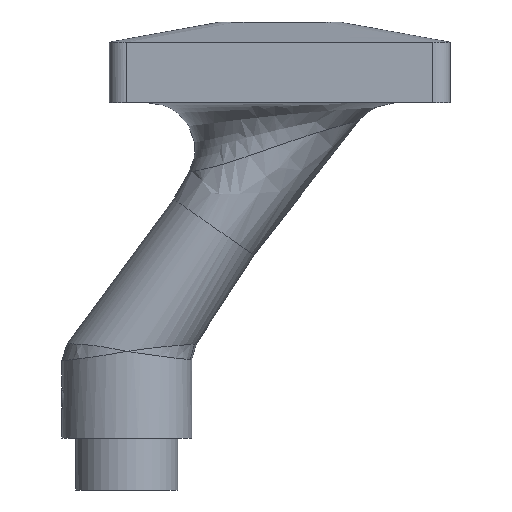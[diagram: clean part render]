
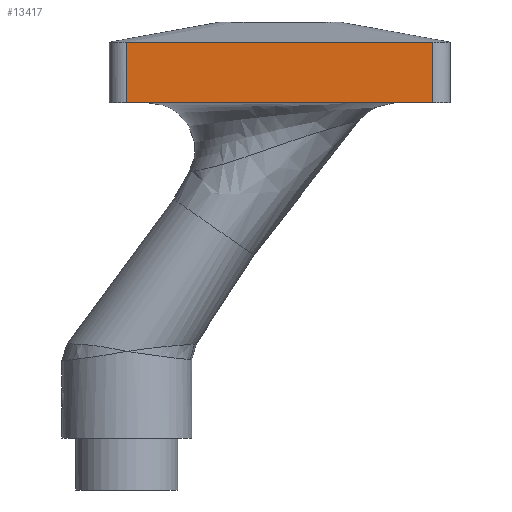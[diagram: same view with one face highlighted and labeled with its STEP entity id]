
A CAD part, front view. The second image highlights one B-rep face of the part: STEP entity #13417.
In plain terms, the highlighted planar face has unit normal (0, -1, 0).
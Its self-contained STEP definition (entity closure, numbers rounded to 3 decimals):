
#259 = CARTESIAN_POINT ( 'NONE',  ( 26.5, -20., 0. ) ) ;
#419 = EDGE_CURVE ( 'NONE', #10309, #8626, #13441, .T. ) ;
#1937 = DIRECTION ( 'NONE',  ( 0., 0., 1. ) ) ;
#3139 = CARTESIAN_POINT ( 'NONE',  ( 26.5, -20., 10.5 ) ) ;
#3526 = DIRECTION ( 'NONE',  ( 0., 0., -1. ) ) ;
#3654 = PLANE ( 'NONE',  #10198 ) ;
#3780 = CARTESIAN_POINT ( 'NONE',  ( -29.5, -20., 10.5 ) ) ;
#3788 = VECTOR ( 'NONE', #14320, 1000. ) ;
#3954 = EDGE_CURVE ( 'NONE', #5162, #14192, #6841, .T. ) ;
#5162 = VERTEX_POINT ( 'NONE', #8454 ) ;
#6713 = FACE_OUTER_BOUND ( 'NONE', #16097, .T. ) ;
#6841 = LINE ( 'NONE', #9909, #7071 ) ;
#7071 = VECTOR ( 'NONE', #12840, 1000. ) ;
#7299 = CARTESIAN_POINT ( 'NONE',  ( -29.5, -20., 0. ) ) ;
#7320 = LINE ( 'NONE', #17504, #16258 ) ;
#7594 = CARTESIAN_POINT ( 'NONE',  ( -26.5, -20., 0. ) ) ;
#8454 = CARTESIAN_POINT ( 'NONE',  ( -26.5, -20., 10.5 ) ) ;
#8626 = VERTEX_POINT ( 'NONE', #259 ) ;
#9296 = DIRECTION ( 'NONE',  ( 0., 1., 0. ) ) ;
#9909 = CARTESIAN_POINT ( 'NONE',  ( -29.5, -20., 10.5 ) ) ;
#10198 = AXIS2_PLACEMENT_3D ( 'NONE', #3780, #9296, #1937 ) ;
#10309 = VERTEX_POINT ( 'NONE', #7594 ) ;
#10606 = VECTOR ( 'NONE', #16366, 1000. ) ;
#10922 = ORIENTED_EDGE ( 'NONE', *, *, #17477, .T. ) ;
#12840 = DIRECTION ( 'NONE',  ( 1., 0., 0. ) ) ;
#13417 = ADVANCED_FACE ( 'NONE', ( #6713 ), #3654, .F. ) ;
#13441 = LINE ( 'NONE', #7299, #3788 ) ;
#14192 = VERTEX_POINT ( 'NONE', #3139 ) ;
#14320 = DIRECTION ( 'NONE',  ( 1., 0., 0. ) ) ;
#15198 = LINE ( 'NONE', #17721, #10606 ) ;
#15898 = ORIENTED_EDGE ( 'NONE', *, *, #419, .T. ) ;
#16097 = EDGE_LOOP ( 'NONE', ( #15898, #17093, #16608, #10922 ) ) ;
#16258 = VECTOR ( 'NONE', #3526, 1000. ) ;
#16366 = DIRECTION ( 'NONE',  ( 0., 0., 1. ) ) ;
#16608 = ORIENTED_EDGE ( 'NONE', *, *, #3954, .F. ) ;
#16824 = EDGE_CURVE ( 'NONE', #8626, #14192, #15198, .T. ) ;
#17093 = ORIENTED_EDGE ( 'NONE', *, *, #16824, .T. ) ;
#17477 = EDGE_CURVE ( 'NONE', #5162, #10309, #7320, .T. ) ;
#17504 = CARTESIAN_POINT ( 'NONE',  ( -26.5, -20., 10.5 ) ) ;
#17721 = CARTESIAN_POINT ( 'NONE',  ( 26.5, -20., 10.5 ) ) ;
